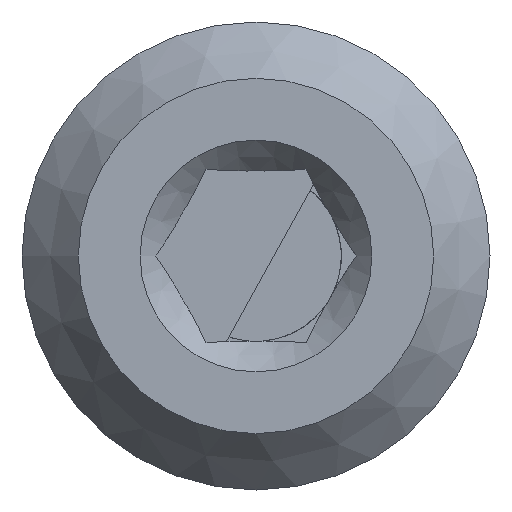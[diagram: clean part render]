
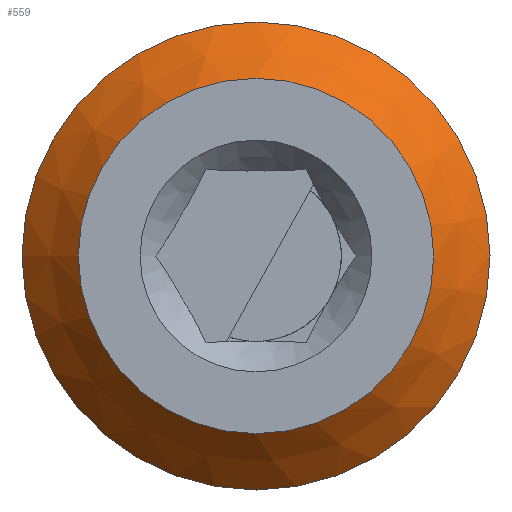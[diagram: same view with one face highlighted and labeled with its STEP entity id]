
A CAD part, left-side view. The second image highlights one B-rep face of the part: STEP entity #559.
In plain terms, the highlighted conical face has half-angle 41.527 degrees and reference radius 11.875 mm.
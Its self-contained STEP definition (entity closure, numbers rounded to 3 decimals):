
#24=CONICAL_SURFACE('',#635,11.875,41.527);
#29=FACE_BOUND('',#178,.T.);
#137=FACE_OUTER_BOUND('',#177,.T.);
#177=EDGE_LOOP('',(#506));
#178=EDGE_LOOP('',(#507));
#220=CIRCLE('',#634,10.25);
#221=CIRCLE('',#636,13.5);
#273=VERTEX_POINT('',#3717);
#274=VERTEX_POINT('',#3720);
#352=EDGE_CURVE('',#273,#273,#220,.T.);
#353=EDGE_CURVE('',#274,#274,#221,.T.);
#506=ORIENTED_EDGE('',*,*,#352,.T.);
#507=ORIENTED_EDGE('',*,*,#353,.F.);
#559=ADVANCED_FACE('',(#137,#29),#24,.T.);
#634=AXIS2_PLACEMENT_3D('',#3718,#787,#788);
#635=AXIS2_PLACEMENT_3D('',#3719,#789,#790);
#636=AXIS2_PLACEMENT_3D('',#3721,#791,#792);
#787=DIRECTION('center_axis',(1.,0.,0.));
#788=DIRECTION('ref_axis',(0.,0.,-1.));
#789=DIRECTION('center_axis',(1.,0.,0.));
#790=DIRECTION('ref_axis',(0.,1.,0.));
#791=DIRECTION('center_axis',(1.,0.,0.));
#792=DIRECTION('ref_axis',(0.,0.,-1.));
#3717=CARTESIAN_POINT('',(-25.77,10.25,0.));
#3718=CARTESIAN_POINT('Origin',(-25.77,0.,0.));
#3719=CARTESIAN_POINT('Origin',(-23.935,0.,0.));
#3720=CARTESIAN_POINT('',(-22.1,13.5,0.));
#3721=CARTESIAN_POINT('Origin',(-22.1,0.,0.));
